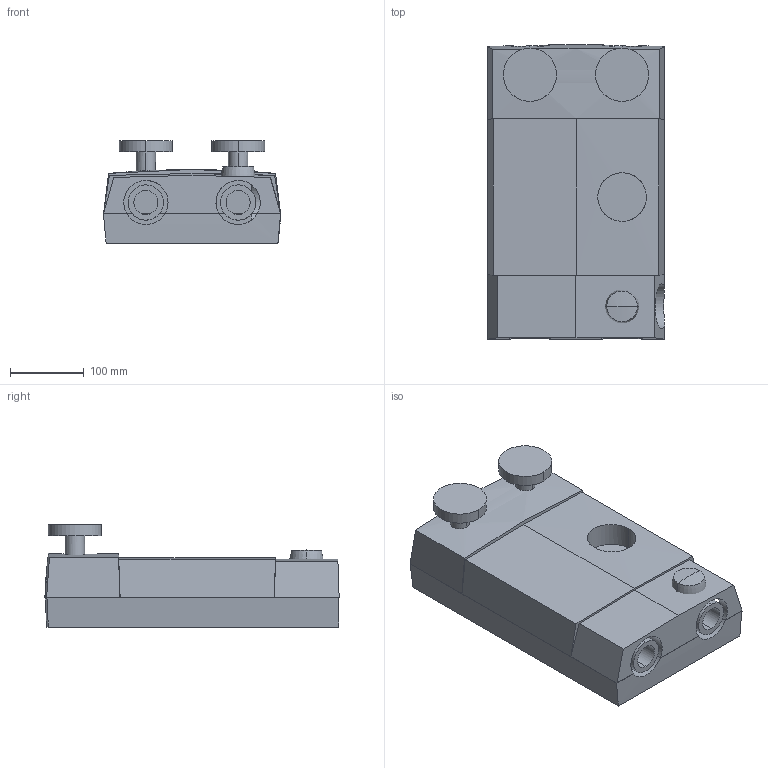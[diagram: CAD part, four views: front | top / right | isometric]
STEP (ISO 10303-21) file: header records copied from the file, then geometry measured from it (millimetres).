
FILE_DESCRIPTION (( 'STEP AP214' ), '1' );
FILE_NAME ('61240100 GRF111.stp', '2023-01-09T12:36:37', ( '' ), ( '' ), 'SwSTEP 2.0', 'SolidWorks 2021', '' );
FILE_SCHEMA (( 'AUTOMOTIVE_DESIGN' ));
Length unit declared in the file: millimetre
Products named in the file (1): 61240100 GRF111
Bounding box: 240.22 x 399.05 x 138.5 mm (x, y, z)
Volume: 8459995.9 mm3; surface area: 489520.9 mm2
Topology: 3 solids, 3 shells, 148 faces, 393 edges, 261 vertices
Faces by surface type: cylinder 79, plane 59, torus 4, cone 4, sphere 2
Entity records: 5910 total; most frequent: CARTESIAN_POINT 1903, ORIENTED_EDGE 786, DIRECTION 756, EDGE_CURVE 393, AXIS2_PLACEMENT_3D 285, VERTEX_POINT 261, LINE 186, VECTOR 186
